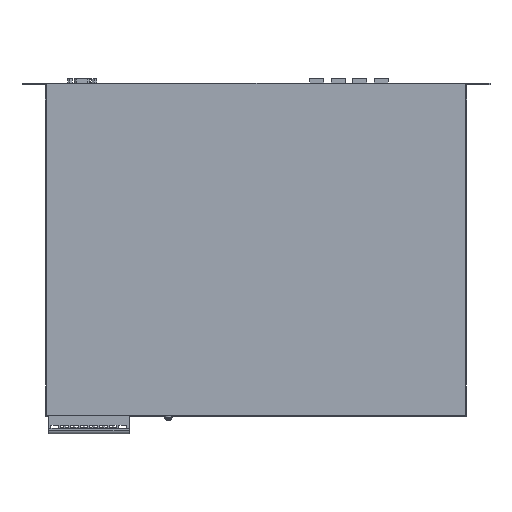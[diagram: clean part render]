
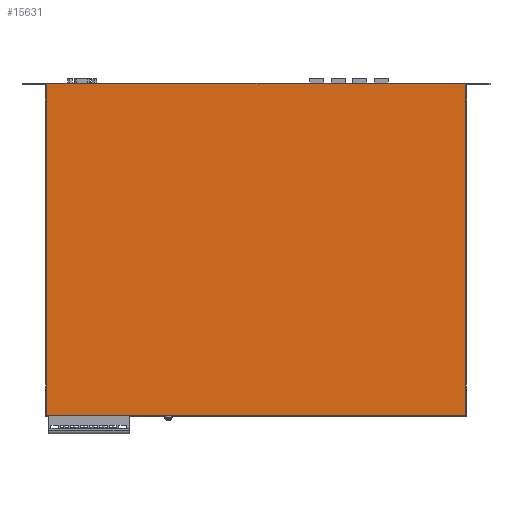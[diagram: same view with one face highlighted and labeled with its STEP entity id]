
A CAD part, front view. The second image highlights one B-rep face of the part: STEP entity #15631.
In plain terms, the highlighted planar face has unit normal (0, -1, 0).
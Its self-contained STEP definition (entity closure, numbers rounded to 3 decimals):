
#15611=AXIS2_PLACEMENT_3D('Plane Axis2P3D',#15608,#15609,#15610) ;
#2813=CARTESIAN_POINT('Vertex',(25.5,0.,361.3)) ;
#2818=CARTESIAN_POINT('Line Origine',(241.,0.,361.3)) ;
#2822=CARTESIAN_POINT('Vertex',(456.5,0.,361.3)) ;
#8852=CARTESIAN_POINT('Vertex',(25.5,0.,19.3)) ;
#8855=CARTESIAN_POINT('Line Origine',(25.5,0.,190.3)) ;
#15608=CARTESIAN_POINT('Axis2P3D Location',(241.,0.,190.3)) ;
#15613=CARTESIAN_POINT('Line Origine',(241.,0.,19.3)) ;
#15617=CARTESIAN_POINT('Vertex',(456.5,0.,19.3)) ;
#15620=CARTESIAN_POINT('Line Origine',(456.5,0.,190.3)) ;
#2819=DIRECTION('Vector Direction',(-1.,0.,0.)) ;
#8856=DIRECTION('Vector Direction',(0.,0.,1.)) ;
#15609=DIRECTION('Axis2P3D Direction',(-0.,1.,0.)) ;
#15610=DIRECTION('Axis2P3D XDirection',(1.,0.,0.)) ;
#15614=DIRECTION('Vector Direction',(1.,0.,0.)) ;
#15621=DIRECTION('Vector Direction',(0.,0.,-1.)) ;
#2820=VECTOR('Line Direction',#2819,1.) ;
#8857=VECTOR('Line Direction',#8856,1.) ;
#15615=VECTOR('Line Direction',#15614,1.) ;
#15622=VECTOR('Line Direction',#15621,1.) ;
#15626=ORIENTED_EDGE('',*,*,#15619,.T.) ;
#15627=ORIENTED_EDGE('',*,*,#15624,.F.) ;
#15628=ORIENTED_EDGE('',*,*,#2824,.T.) ;
#15629=ORIENTED_EDGE('',*,*,#8859,.F.) ;
#15631=ADVANCED_FACE('Modul',(#15630),#15612,.F.) ;
#2824=EDGE_CURVE('',#2823,#2814,#2821,.T.) ;
#8859=EDGE_CURVE('',#8853,#2814,#8858,.T.) ;
#15619=EDGE_CURVE('',#8853,#15618,#15616,.T.) ;
#15624=EDGE_CURVE('',#2823,#15618,#15623,.T.) ;
#15625=EDGE_LOOP('',(#15626,#15627,#15628,#15629)) ;
#15630=FACE_OUTER_BOUND('',#15625,.T.) ;
#2821=LINE('Line',#2818,#2820) ;
#8858=LINE('Line',#8855,#8857) ;
#15616=LINE('Line',#15613,#15615) ;
#15623=LINE('Line',#15620,#15622) ;
#15612=PLANE('',#15611) ;
#2814=VERTEX_POINT('',#2813) ;
#2823=VERTEX_POINT('',#2822) ;
#8853=VERTEX_POINT('',#8852) ;
#15618=VERTEX_POINT('',#15617) ;
